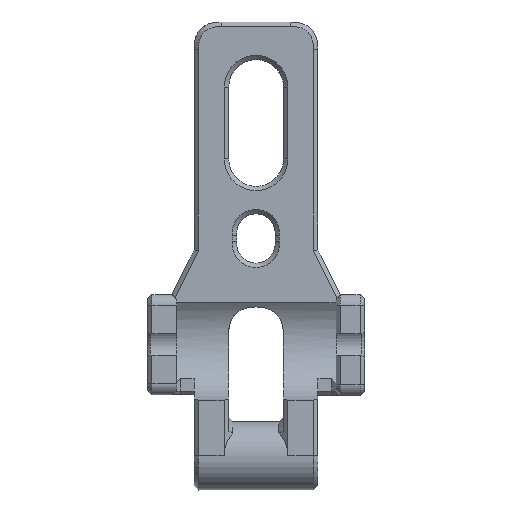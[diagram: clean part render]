
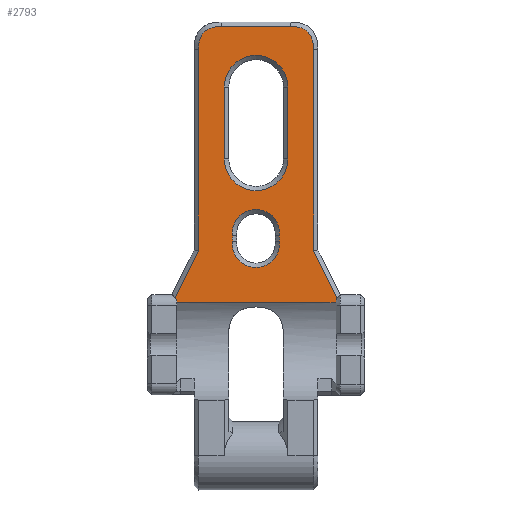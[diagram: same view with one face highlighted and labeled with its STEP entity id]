
A CAD part, left-side view. The second image highlights one B-rep face of the part: STEP entity #2793.
In plain terms, the highlighted planar face has unit normal (-1, 0, 0).
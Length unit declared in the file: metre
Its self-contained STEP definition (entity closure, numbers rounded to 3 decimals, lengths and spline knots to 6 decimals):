
#60=CIRCLE('',#2876,0.002897);
#62=CIRCLE('',#2879,0.002897);
#88=CIRCLE('',#2953,0.00215);
#90=CIRCLE('',#2956,0.00215);
#98=CIRCLE('',#3003,0.00215);
#99=CIRCLE('',#3006,0.00215);
#229=PLANE('',#3026);
#243=B_SPLINE_CURVE_WITH_KNOTS('',3,(#4190,#4191,#4192,#4193,#4194,#4195,
#4196),.UNSPECIFIED.,.F.,.F.,(4,1,1,1,4),(0.,0.000852,0.001704,
0.002555,0.003407),.UNSPECIFIED.);
#246=B_SPLINE_CURVE_WITH_KNOTS('',3,(#4255,#4256,#4257,#4258,#4259,#4260,
#4261),.UNSPECIFIED.,.F.,.F.,(4,1,1,1,4),(0.,0.000853,0.001706,
0.002558,0.003411),.UNSPECIFIED.);
#1114=ORIENTED_EDGE('',*,*,#1545,.T.);
#1115=ORIENTED_EDGE('',*,*,#1459,.T.);
#1116=ORIENTED_EDGE('',*,*,#1541,.T.);
#1117=ORIENTED_EDGE('',*,*,#1453,.T.);
#1118=ORIENTED_EDGE('',*,*,#1323,.T.);
#1119=ORIENTED_EDGE('',*,*,#1311,.T.);
#1120=ORIENTED_EDGE('',*,*,#1306,.T.);
#1121=ORIENTED_EDGE('',*,*,#1313,.T.);
#1122=ORIENTED_EDGE('',*,*,#1316,.T.);
#1123=ORIENTED_EDGE('',*,*,#1319,.T.);
#1124=ORIENTED_EDGE('',*,*,#1324,.T.);
#1125=ORIENTED_EDGE('',*,*,#1333,.T.);
#1126=ORIENTED_EDGE('',*,*,#1553,.F.);
#1127=ORIENTED_EDGE('',*,*,#1557,.F.);
#1128=ORIENTED_EDGE('',*,*,#1558,.T.);
#1129=ORIENTED_EDGE('',*,*,#1329,.T.);
#1130=ORIENTED_EDGE('',*,*,#1273,.T.);
#1131=ORIENTED_EDGE('',*,*,#1267,.T.);
#1132=ORIENTED_EDGE('',*,*,#1270,.T.);
#1133=ORIENTED_EDGE('',*,*,#1275,.T.);
#1267=EDGE_CURVE('',#1644,#1647,#1895,.T.);
#1270=EDGE_CURVE('',#1647,#1649,#60,.T.);
#1273=EDGE_CURVE('',#1650,#1644,#62,.T.);
#1275=EDGE_CURVE('',#1649,#1650,#1899,.T.);
#1306=EDGE_CURVE('',#1672,#1671,#243,.T.);
#1311=EDGE_CURVE('',#1675,#1672,#1924,.T.);
#1313=EDGE_CURVE('',#1671,#1677,#1926,.T.);
#1316=EDGE_CURVE('',#1677,#1679,#246,.T.);
#1319=EDGE_CURVE('',#1679,#1680,#1930,.T.);
#1323=EDGE_CURVE('',#1683,#1675,#1934,.T.);
#1324=EDGE_CURVE('',#1680,#1684,#1935,.T.);
#1329=EDGE_CURVE('',#1686,#1683,#1940,.T.);
#1333=EDGE_CURVE('',#1684,#1688,#1944,.T.);
#1453=EDGE_CURVE('',#1771,#1770,#88,.T.);
#1459=EDGE_CURVE('',#1777,#1776,#90,.T.);
#1541=EDGE_CURVE('',#1776,#1771,#98,.T.);
#1545=EDGE_CURVE('',#1770,#1777,#99,.T.);
#1553=EDGE_CURVE('',#1815,#1688,#2046,.T.);
#1557=EDGE_CURVE('',#1816,#1815,#2049,.T.);
#1558=EDGE_CURVE('',#1816,#1686,#2050,.T.);
#1644=VERTEX_POINT('',#4064);
#1647=VERTEX_POINT('',#4069);
#1649=VERTEX_POINT('',#4075);
#1650=VERTEX_POINT('',#4079);
#1671=VERTEX_POINT('',#4189);
#1672=VERTEX_POINT('',#4197);
#1675=VERTEX_POINT('',#4213);
#1677=VERTEX_POINT('',#4219);
#1679=VERTEX_POINT('',#4254);
#1680=VERTEX_POINT('',#4271);
#1683=VERTEX_POINT('',#4278);
#1684=VERTEX_POINT('',#4283);
#1686=VERTEX_POINT('',#4291);
#1688=VERTEX_POINT('',#4297);
#1770=VERTEX_POINT('',#5084);
#1771=VERTEX_POINT('',#5086);
#1776=VERTEX_POINT('',#5109);
#1777=VERTEX_POINT('',#5111);
#1815=VERTEX_POINT('',#5385);
#1816=VERTEX_POINT('',#5407);
#1895=LINE('',#4070,#2130);
#1899=LINE('',#4085,#2134);
#1924=LINE('',#4215,#2159);
#1926=LINE('',#4220,#2161);
#1930=LINE('',#4273,#2165);
#1934=LINE('',#4280,#2169);
#1935=LINE('',#4282,#2170);
#1940=LINE('',#4290,#2175);
#1944=LINE('',#4298,#2179);
#2046=LINE('',#5386,#2281);
#2049=LINE('',#5408,#2284);
#2050=LINE('',#5410,#2285);
#2130=VECTOR('',#3239,1.);
#2134=VECTOR('',#3257,1.);
#2159=VECTOR('',#3322,1.);
#2161=VECTOR('',#3326,1.);
#2165=VECTOR('',#3332,1.);
#2169=VECTOR('',#3338,1.);
#2170=VECTOR('',#3341,1.);
#2175=VECTOR('',#3348,1.);
#2179=VECTOR('',#3354,1.);
#2281=VECTOR('',#3674,1.);
#2284=VECTOR('',#3697,1.);
#2285=VECTOR('',#3700,1.);
#2447=EDGE_LOOP('',(#1114,#1115,#1116,#1117));
#2448=EDGE_LOOP('',(#1118,#1119,#1120,#1121,#1122,#1123,#1124,#1125,#1126,
#1127,#1128,#1129));
#2449=EDGE_LOOP('',(#1130,#1131,#1132,#1133));
#2612=FACE_BOUND('',#2447,.T.);
#2613=FACE_BOUND('',#2448,.T.);
#2614=FACE_BOUND('',#2449,.T.);
#2793=ADVANCED_FACE('',(#2612,#2613,#2614),#229,.F.);
#2876=AXIS2_PLACEMENT_3D('',#4076,#3245,#3246);
#2879=AXIS2_PLACEMENT_3D('',#4082,#3252,#3253);
#2953=AXIS2_PLACEMENT_3D('',#5085,#3489,#3490);
#2956=AXIS2_PLACEMENT_3D('',#5110,#3495,#3496);
#3003=AXIS2_PLACEMENT_3D('',#5336,#3643,#3644);
#3006=AXIS2_PLACEMENT_3D('',#5371,#3650,#3651);
#3026=AXIS2_PLACEMENT_3D('',#5409,#3698,#3699);
#3239=DIRECTION('',(0.,0.,-1.));
#3245=DIRECTION('',(1.,0.,0.));
#3246=DIRECTION('',(0.,0.,1.));
#3252=DIRECTION('',(1.,0.,0.));
#3253=DIRECTION('',(0.,0.,1.));
#3257=DIRECTION('',(0.,0.,1.));
#3322=DIRECTION('',(0.,0.,1.));
#3326=DIRECTION('',(0.,1.,0.));
#3332=DIRECTION('',(0.,0.,-1.));
#3338=DIRECTION('',(0.,0.448,0.894));
#3341=DIRECTION('',(0.,0.448,-0.894));
#3348=DIRECTION('',(0.,-0.707,0.707));
#3354=DIRECTION('',(0.,-0.707,-0.707));
#3489=DIRECTION('',(1.,0.,0.));
#3490=DIRECTION('',(0.,0.,-1.));
#3495=DIRECTION('',(1.,0.,0.));
#3496=DIRECTION('',(0.,0.,-1.));
#3643=DIRECTION('',(1.,0.,0.));
#3644=DIRECTION('',(0.,0.,-1.));
#3650=DIRECTION('',(1.,0.,0.));
#3651=DIRECTION('',(0.,0.,-1.));
#3674=DIRECTION('',(0.,0.,1.));
#3697=DIRECTION('',(0.,1.,0.));
#3698=DIRECTION('',(1.,0.,0.));
#3699=DIRECTION('',(0.,1.,0.));
#3700=DIRECTION('',(0.,0.,1.));
#4064=CARTESIAN_POINT('',(0.227973,0.013045,0.215881));
#4069=CARTESIAN_POINT('',(0.227973,0.013045,0.209318));
#4070=CARTESIAN_POINT('',(0.227973,0.013045,0.215881));
#4075=CARTESIAN_POINT('',(0.227973,0.018839,0.209318));
#4076=CARTESIAN_POINT('',(0.227973,0.015942,0.209318));
#4079=CARTESIAN_POINT('',(0.227973,0.018839,0.215881));
#4082=CARTESIAN_POINT('',(0.227973,0.015942,0.215881));
#4085=CARTESIAN_POINT('',(0.227973,0.018839,0.209318));
#4189=CARTESIAN_POINT('',(0.227973,0.012802,0.221414));
#4190=CARTESIAN_POINT('',(0.227973,0.010702,0.219312));
#4191=CARTESIAN_POINT('',(0.227973,0.010704,0.219598));
#4192=CARTESIAN_POINT('',(0.227973,0.010752,0.220165));
#4193=CARTESIAN_POINT('',(0.227973,0.011146,0.22097));
#4194=CARTESIAN_POINT('',(0.227973,0.011944,0.221368));
#4195=CARTESIAN_POINT('',(0.227973,0.012515,0.221414));
#4196=CARTESIAN_POINT('',(0.227973,0.012802,0.221414));
#4197=CARTESIAN_POINT('',(0.227973,0.010702,0.219312));
#4213=CARTESIAN_POINT('',(0.227973,0.010702,0.200911));
#4215=CARTESIAN_POINT('',(0.227973,0.010702,0.200911));
#4219=CARTESIAN_POINT('',(0.227973,0.019102,0.221414));
#4220=CARTESIAN_POINT('',(0.227973,0.012802,0.221414));
#4254=CARTESIAN_POINT('',(0.227973,0.021202,0.219314));
#4255=CARTESIAN_POINT('',(0.227973,0.019102,0.221414));
#4256=CARTESIAN_POINT('',(0.227973,0.019389,0.221414));
#4257=CARTESIAN_POINT('',(0.227973,0.019957,0.221369));
#4258=CARTESIAN_POINT('',(0.227973,0.020763,0.220974));
#4259=CARTESIAN_POINT('',(0.227973,0.021156,0.220172));
#4260=CARTESIAN_POINT('',(0.227973,0.021202,0.219601));
#4261=CARTESIAN_POINT('',(0.227973,0.021202,0.219314));
#4271=CARTESIAN_POINT('',(0.227973,0.021202,0.200911));
#4273=CARTESIAN_POINT('',(0.227973,0.021202,0.219314));
#4278=CARTESIAN_POINT('',(0.227973,0.008562,0.196641));
#4280=CARTESIAN_POINT('',(0.227973,0.008562,0.196641));
#4282=CARTESIAN_POINT('',(0.227973,0.021202,0.200911));
#4283=CARTESIAN_POINT('',(0.227973,0.023337,0.19665));
#4290=CARTESIAN_POINT('',(0.227973,0.008652,0.196551));
#4291=CARTESIAN_POINT('',(0.227973,0.008652,0.196551));
#4297=CARTESIAN_POINT('',(0.227973,0.023202,0.196516));
#4298=CARTESIAN_POINT('',(0.227973,0.023337,0.19665));
#5084=CARTESIAN_POINT('',(0.227973,0.01809,0.201815));
#5085=CARTESIAN_POINT('',(0.227973,0.015954,0.201565));
#5086=CARTESIAN_POINT('',(0.227973,0.013819,0.201815));
#5109=CARTESIAN_POINT('',(0.227973,0.013819,0.202315));
#5110=CARTESIAN_POINT('',(0.227973,0.015954,0.202565));
#5111=CARTESIAN_POINT('',(0.227973,0.01809,0.202315));
#5336=CARTESIAN_POINT('',(0.227973,0.015954,0.202065));
#5371=CARTESIAN_POINT('',(0.227973,0.015954,0.202065));
#5385=CARTESIAN_POINT('',(0.227973,0.023202,0.196199));
#5386=CARTESIAN_POINT('',(0.227973,0.023202,0.196199));
#5407=CARTESIAN_POINT('',(0.227973,0.008652,0.196199));
#5408=CARTESIAN_POINT('',(0.227973,0.008652,0.196199));
#5409=CARTESIAN_POINT('',(0.227973,0.018077,0.199527));
#5410=CARTESIAN_POINT('',(0.227973,0.008652,0.196199));
